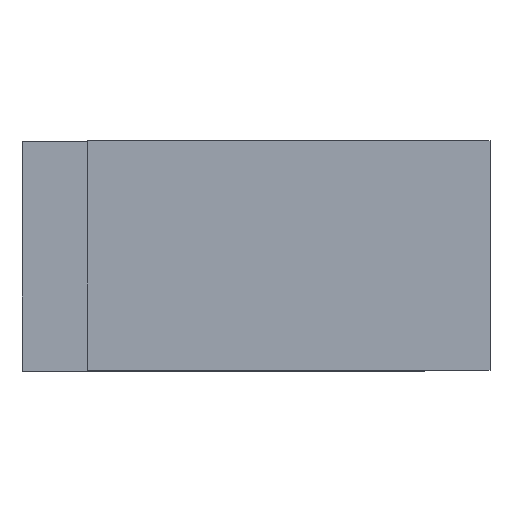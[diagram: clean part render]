
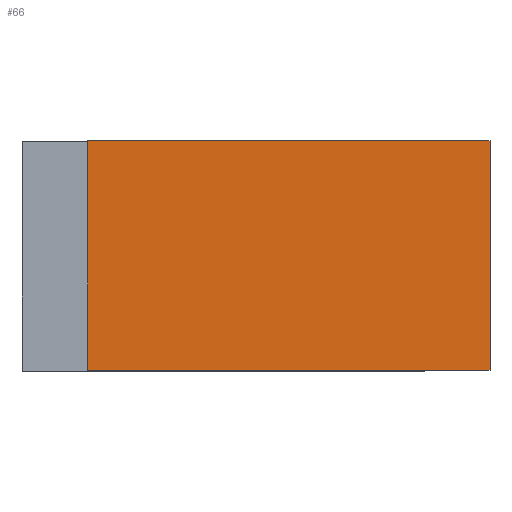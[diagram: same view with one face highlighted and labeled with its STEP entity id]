
A CAD part, top view. The second image highlights one B-rep face of the part: STEP entity #66.
In plain terms, the highlighted planar face has unit normal (0, 0, 1).
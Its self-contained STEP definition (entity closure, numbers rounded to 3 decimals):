
#1 = VERTEX_POINT ( 'NONE', #80 ) ;
#7 = FACE_OUTER_BOUND ( 'NONE', #345, .T. ) ;
#8 = EDGE_CURVE ( 'NONE', #133, #1, #299, .T. ) ;
#46 = EDGE_CURVE ( 'NONE', #243, #133, #110, .T. ) ;
#51 = CARTESIAN_POINT ( 'NONE',  ( -103.609, -49.514, 10. ) ) ;
#61 = EDGE_CURVE ( 'NONE', #343, #1, #378, .T. ) ;
#66 = ADVANCED_FACE ( 'NONE', ( #7 ), #260, .F. ) ;
#71 = CARTESIAN_POINT ( 'NONE',  ( -103.609, -243.764, 10. ) ) ;
#80 = CARTESIAN_POINT ( 'NONE',  ( -103.609, 49.514, 10. ) ) ;
#97 = ORIENTED_EDGE ( 'NONE', *, *, #46, .T. ) ;
#100 = EDGE_CURVE ( 'NONE', #343, #243, #103, .T. ) ;
#103 = LINE ( 'NONE', #169, #182 ) ;
#104 = CARTESIAN_POINT ( 'NONE',  ( 69.729, 49.514, 10. ) ) ;
#110 = LINE ( 'NONE', #241, #252 ) ;
#128 = ORIENTED_EDGE ( 'NONE', *, *, #100, .T. ) ;
#133 = VERTEX_POINT ( 'NONE', #104 ) ;
#148 = CARTESIAN_POINT ( 'NONE',  ( -69.729, 49.514, 10. ) ) ;
#167 = CARTESIAN_POINT ( 'NONE',  ( 0., 0., 10. ) ) ;
#169 = CARTESIAN_POINT ( 'NONE',  ( -69.729, -49.514, 10. ) ) ;
#174 = ORIENTED_EDGE ( 'NONE', *, *, #8, .T. ) ;
#182 = VECTOR ( 'NONE', #292, 1000. ) ;
#192 = VECTOR ( 'NONE', #391, 1000. ) ;
#198 = DIRECTION ( 'NONE',  ( 0., 1., 0. ) ) ;
#212 = DIRECTION ( 'NONE',  ( 0., 1., 0. ) ) ;
#231 = DIRECTION ( 'NONE',  ( -1., 0., 0. ) ) ;
#241 = CARTESIAN_POINT ( 'NONE',  ( 69.729, -49.514, 10. ) ) ;
#243 = VERTEX_POINT ( 'NONE', #247 ) ;
#247 = CARTESIAN_POINT ( 'NONE',  ( 69.729, -49.514, 10. ) ) ;
#252 = VECTOR ( 'NONE', #212, 1000. ) ;
#260 = PLANE ( 'NONE',  #342 ) ;
#292 = DIRECTION ( 'NONE',  ( 1., 0., 0. ) ) ;
#299 = LINE ( 'NONE', #148, #192 ) ;
#307 = VECTOR ( 'NONE', #198, 1000. ) ;
#342 = AXIS2_PLACEMENT_3D ( 'NONE', #167, #352, #231 ) ;
#343 = VERTEX_POINT ( 'NONE', #51 ) ;
#345 = EDGE_LOOP ( 'NONE', ( #97, #174, #400, #128 ) ) ;
#352 = DIRECTION ( 'NONE',  ( 0., 0., -1. ) ) ;
#378 = LINE ( 'NONE', #71, #307 ) ;
#391 = DIRECTION ( 'NONE',  ( -1., 0., 0. ) ) ;
#400 = ORIENTED_EDGE ( 'NONE', *, *, #61, .F. ) ;
